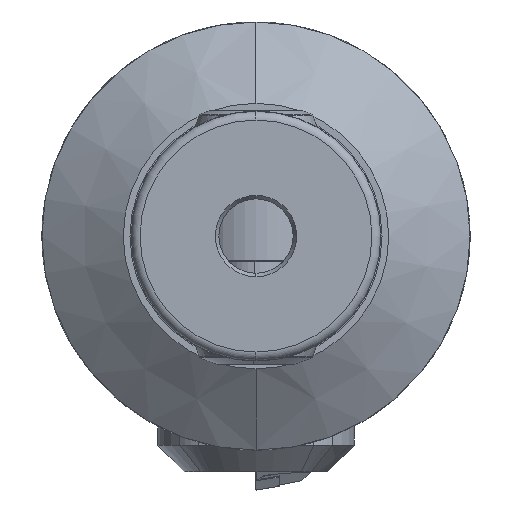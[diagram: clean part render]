
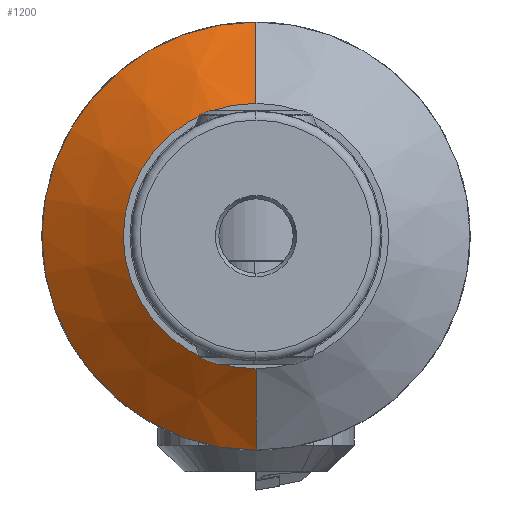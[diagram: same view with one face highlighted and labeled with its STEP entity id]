
A CAD part, left-side view. The second image highlights one B-rep face of the part: STEP entity #1200.
In plain terms, the highlighted conical face has half-angle 55 degrees and reference radius 36 mm.
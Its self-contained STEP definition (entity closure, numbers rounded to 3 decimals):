
#1200 = ADVANCED_FACE ( 'NONE', ( #34118 ), #46677, .T. ) ;
#2507 = DIRECTION ( 'NONE',  ( 1., 0., 0. ) ) ;
#3270 = EDGE_CURVE ( 'NONE', #3818, #42210, #40284, .T. ) ;
#3818 = VERTEX_POINT ( 'NONE', #35966 ) ;
#3888 = EDGE_LOOP ( 'NONE', ( #22693, #17078, #39254, #4801 ) ) ;
#4801 = ORIENTED_EDGE ( 'NONE', *, *, #28536, .F. ) ;
#5680 = DIRECTION ( 'NONE',  ( 0.574, 0., 0.819 ) ) ;
#5951 = DIRECTION ( 'NONE',  ( 1., 0., 0. ) ) ;
#8878 = CARTESIAN_POINT ( 'NONE',  ( -80.902, 0., 36. ) ) ;
#10366 = DIRECTION ( 'NONE',  ( 0., 0., -1. ) ) ;
#12954 = DIRECTION ( 'NONE',  ( 0., 0., -1. ) ) ;
#13533 = CARTESIAN_POINT ( 'NONE',  ( -80.902, 0., -36. ) ) ;
#14530 = CARTESIAN_POINT ( 'NONE',  ( -90.479, 0., -22.322 ) ) ;
#16993 = CARTESIAN_POINT ( 'NONE',  ( -90.479, 0., 0. ) ) ;
#17078 = ORIENTED_EDGE ( 'NONE', *, *, #3270, .T. ) ;
#18192 = EDGE_CURVE ( 'NONE', #43446, #42210, #39304, .T. ) ;
#20097 = CARTESIAN_POINT ( 'NONE',  ( -80.902, 0., 36. ) ) ;
#22693 = ORIENTED_EDGE ( 'NONE', *, *, #39941, .T. ) ;
#27488 = AXIS2_PLACEMENT_3D ( 'NONE', #35186, #5951, #45856 ) ;
#27682 = VECTOR ( 'NONE', #5680, 1000. ) ;
#28536 = EDGE_CURVE ( 'NONE', #46530, #43446, #39650, .T. ) ;
#32590 = AXIS2_PLACEMENT_3D ( 'NONE', #43221, #40041, #10366 ) ;
#34118 = FACE_OUTER_BOUND ( 'NONE', #3888, .T. ) ;
#35186 = CARTESIAN_POINT ( 'NONE',  ( -80.902, 0., 0. ) ) ;
#35966 = CARTESIAN_POINT ( 'NONE',  ( -90.479, 0., 22.322 ) ) ;
#36195 = VECTOR ( 'NONE', #36990, 1000. ) ;
#36990 = DIRECTION ( 'NONE',  ( 0.574, 0., -0.819 ) ) ;
#39254 = ORIENTED_EDGE ( 'NONE', *, *, #18192, .F. ) ;
#39304 = CIRCLE ( 'NONE', #27488, 36. ) ;
#39563 = CIRCLE ( 'NONE', #41698, 22.322 ) ;
#39571 = CARTESIAN_POINT ( 'NONE',  ( -80.902, 0., -36. ) ) ;
#39650 = LINE ( 'NONE', #39571, #36195 ) ;
#39941 = EDGE_CURVE ( 'NONE', #46530, #3818, #39563, .T. ) ;
#40041 = DIRECTION ( 'NONE',  ( 1., 0., 0. ) ) ;
#40284 = LINE ( 'NONE', #8878, #27682 ) ;
#41698 = AXIS2_PLACEMENT_3D ( 'NONE', #16993, #2507, #12954 ) ;
#42210 = VERTEX_POINT ( 'NONE', #20097 ) ;
#43221 = CARTESIAN_POINT ( 'NONE',  ( -80.902, 0., 0. ) ) ;
#43446 = VERTEX_POINT ( 'NONE', #13533 ) ;
#45856 = DIRECTION ( 'NONE',  ( 0., 0., -1. ) ) ;
#46530 = VERTEX_POINT ( 'NONE', #14530 ) ;
#46677 = CONICAL_SURFACE ( 'NONE', #32590, 36., 0.96 ) ;
